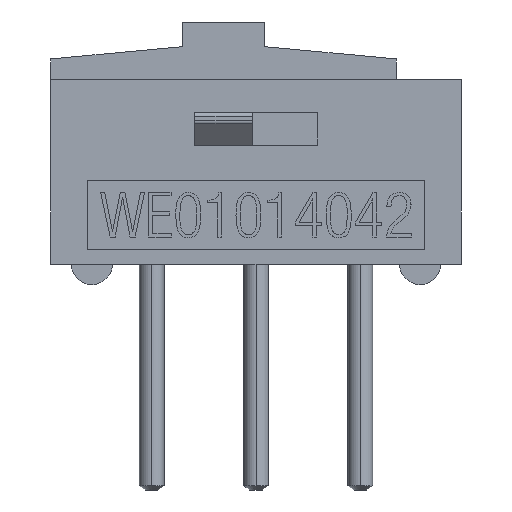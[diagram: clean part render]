
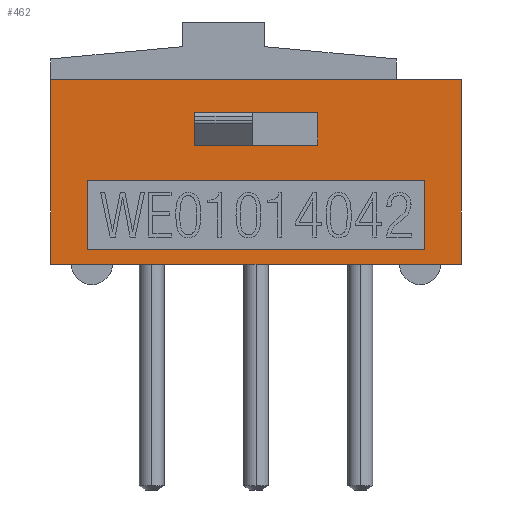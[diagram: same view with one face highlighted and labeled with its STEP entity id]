
A CAD part, front view. The second image highlights one B-rep face of the part: STEP entity #462.
In plain terms, the highlighted planar face has unit normal (0, -1, 0).
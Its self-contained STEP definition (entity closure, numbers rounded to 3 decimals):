
#462=ADVANCED_FACE('',(#1008,#1009,#1010),#1011,.F.);
#1008=FACE_OUTER_BOUND('',#1638,.T.);
#1009=FACE_BOUND('',#1639,.T.);
#1010=FACE_BOUND('',#1640,.T.);
#1011=PLANE('',#1641);
#1638=EDGE_LOOP('',(#3141,#3142,#3143,#3144));
#1639=EDGE_LOOP('',(#3145,#3146,#3147,#3148));
#1640=EDGE_LOOP('',(#3149,#3150,#3151,#3152));
#1641=AXIS2_PLACEMENT_3D('',#3153,#3154,#3155);
#3141=ORIENTED_EDGE('',*,*,#3837,.T.);
#3142=ORIENTED_EDGE('',*,*,#4218,.F.);
#3143=ORIENTED_EDGE('',*,*,#4215,.F.);
#3144=ORIENTED_EDGE('',*,*,#4220,.T.);
#3145=ORIENTED_EDGE('',*,*,#4142,.F.);
#3146=ORIENTED_EDGE('',*,*,#4145,.F.);
#3147=ORIENTED_EDGE('',*,*,#4105,.F.);
#3148=ORIENTED_EDGE('',*,*,#4139,.F.);
#3149=ORIENTED_EDGE('',*,*,#4200,.F.);
#3150=ORIENTED_EDGE('',*,*,#4184,.F.);
#3151=ORIENTED_EDGE('',*,*,#4191,.F.);
#3152=ORIENTED_EDGE('',*,*,#4196,.F.);
#3153=CARTESIAN_POINT('',(-5.0,-1.25,5.0));
#3154=DIRECTION('',(0.,1.0,0.0));
#3155=DIRECTION('',(1.0,0.,0.0));
#3837=EDGE_CURVE('',#4573,#4577,#4579,.T.);
#4105=EDGE_CURVE('',#4970,#4971,#4972,.T.);
#4139=EDGE_CURVE('',#5027,#4970,#5028,.T.);
#4142=EDGE_CURVE('',#5031,#5027,#5032,.T.);
#4145=EDGE_CURVE('',#4971,#5031,#5035,.T.);
#4184=EDGE_CURVE('',#5092,#5094,#5095,.T.);
#4191=EDGE_CURVE('',#5102,#5092,#5104,.T.);
#4196=EDGE_CURVE('',#5108,#5102,#5110,.T.);
#4200=EDGE_CURVE('',#5094,#5108,#5114,.T.);
#4215=EDGE_CURVE('',#5130,#5132,#5133,.T.);
#4218=EDGE_CURVE('',#5132,#4577,#5136,.T.);
#4220=EDGE_CURVE('',#5130,#4573,#5138,.T.);
#4573=VERTEX_POINT('',#5763);
#4577=VERTEX_POINT('',#5769);
#4579=LINE('',#5772,#5773);
#4970=VERTEX_POINT('',#6491);
#4971=VERTEX_POINT('',#6492);
#4972=LINE('',#6493,#6494);
#5027=VERTEX_POINT('',#6607);
#5028=LINE('',#6608,#6609);
#5031=VERTEX_POINT('',#6613);
#5032=LINE('',#6614,#6615);
#5035=LINE('',#6619,#6620);
#5092=VERTEX_POINT('',#6702);
#5094=VERTEX_POINT('',#6705);
#5095=LINE('',#6706,#6707);
#5102=VERTEX_POINT('',#6717);
#5104=LINE('',#6720,#6721);
#5108=VERTEX_POINT('',#6726);
#5110=LINE('',#6729,#6730);
#5114=LINE('',#6734,#6735);
#5130=VERTEX_POINT('',#6754);
#5132=VERTEX_POINT('',#6757);
#5133=LINE('',#6758,#6759);
#5136=LINE('',#6763,#6764);
#5138=LINE('',#6766,#6767);
#5763=CARTESIAN_POINT('',(-5.0,-1.25,0.5));
#5769=CARTESIAN_POINT('',(5.0,-1.25,0.5));
#5772=CARTESIAN_POINT('',(-5.0,-1.25,0.5));
#5773=VECTOR('',#7219,1000.0);
#6491=CARTESIAN_POINT('',(4.1,-1.25,2.55));
#6492=CARTESIAN_POINT('',(-4.1,-1.25,2.55));
#6493=CARTESIAN_POINT('',(4.1,-1.25,2.55));
#6494=VECTOR('',#7302,1000.0);
#6607=CARTESIAN_POINT('',(4.1,-1.25,0.85));
#6608=CARTESIAN_POINT('',(4.1,-1.25,0.85));
#6609=VECTOR('',#7310,1000.0);
#6613=CARTESIAN_POINT('',(-4.1,-1.25,0.85));
#6614=CARTESIAN_POINT('',(-4.1,-1.25,0.85));
#6615=VECTOR('',#7312,1000.0);
#6619=CARTESIAN_POINT('',(-4.1,-1.25,2.55));
#6620=VECTOR('',#7314,1000.0);
#6702=CARTESIAN_POINT('',(1.5,-1.25,4.2));
#6705=CARTESIAN_POINT('',(-1.5,-1.25,4.2));
#6706=CARTESIAN_POINT('',(-5.0,-1.25,4.2));
#6707=VECTOR('',#7347,1000.0);
#6717=CARTESIAN_POINT('',(1.5,-1.25,3.4));
#6720=CARTESIAN_POINT('',(1.5,-1.25,5.0));
#6721=VECTOR('',#7352,1000.0);
#6726=CARTESIAN_POINT('',(-1.5,-1.25,3.4));
#6729=CARTESIAN_POINT('',(-5.0,-1.25,3.4));
#6730=VECTOR('',#7355,1000.0);
#6734=CARTESIAN_POINT('',(-1.5,-1.25,5.0));
#6735=VECTOR('',#7359,1000.0);
#6754=CARTESIAN_POINT('',(-5.0,-1.25,5.0));
#6757=CARTESIAN_POINT('',(5.0,-1.25,5.0));
#6758=CARTESIAN_POINT('',(-5.0,-1.25,5.0));
#6759=VECTOR('',#7373,1000.0);
#6763=CARTESIAN_POINT('',(5.0,-1.25,5.0));
#6764=VECTOR('',#7375,1000.0);
#6766=CARTESIAN_POINT('',(-5.0,-1.25,5.0));
#6767=VECTOR('',#7376,1000.0);
#7219=DIRECTION('',(1.0,0.,0.0));
#7302=DIRECTION('',(-1.0,0.,0.0));
#7310=DIRECTION('',(0.0,0.0,1.0));
#7312=DIRECTION('',(1.0,0.,0.0));
#7314=DIRECTION('',(0.0,0.0,-1.0));
#7347=DIRECTION('',(-1.0,0.,0.0));
#7352=DIRECTION('',(0.0,0.0,1.0));
#7355=DIRECTION('',(1.0,0.,0.0));
#7359=DIRECTION('',(0.0,0.0,-1.0));
#7373=DIRECTION('',(1.0,0.,0.0));
#7375=DIRECTION('',(0.0,0.0,-1.0));
#7376=DIRECTION('',(0.0,0.0,-1.0));
